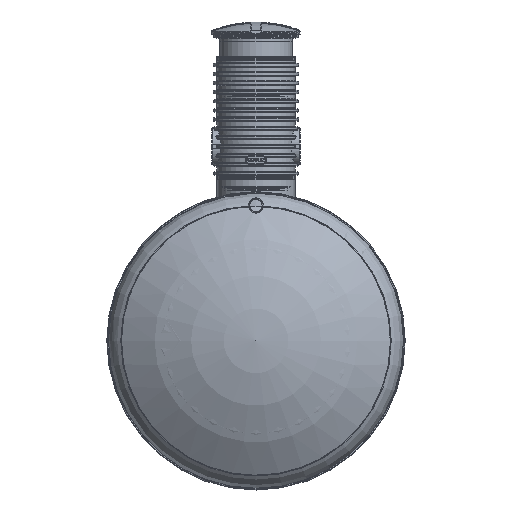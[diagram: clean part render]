
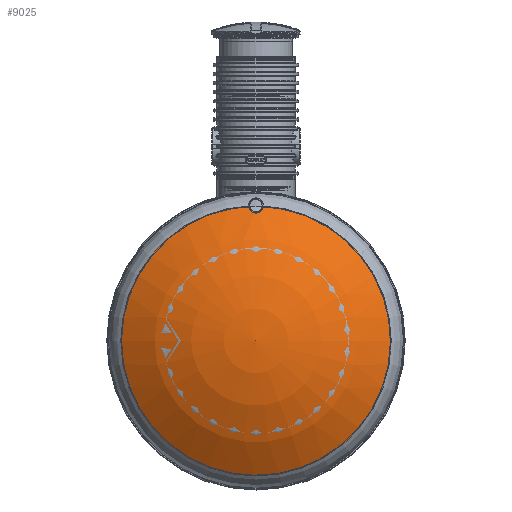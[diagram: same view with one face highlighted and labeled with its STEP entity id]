
A CAD part, front view. The second image highlights one B-rep face of the part: STEP entity #9025.
In plain terms, the highlighted toroidal (fillet/blend) face has major radius 3.957 mm and minor radius 2000 mm.
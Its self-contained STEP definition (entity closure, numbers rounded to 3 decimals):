
#20=VERTEX_LOOP('',#6019);
#705=DEGENERATE_TOROIDAL_SURFACE('',#10243,3.957,2000.,.F.);
#1555=B_SPLINE_CURVE_WITH_KNOTS('',3,(#21397,#21398,#21399,#21400,#21401,
#21402,#21403,#21404,#21405,#21406,#21407,#21408,#21409,#21410,#21411,#21412,
#21413,#21414,#21415,#21416,#21417,#21418,#21419,#21420,#21421,#21422,#21423,
#21424,#21425),.UNSPECIFIED.,.F.,.F.,(4,1,1,1,1,1,1,1,1,1,1,1,1,1,1,1,1,
1,1,1,1,1,1,1,1,1,4),(0.,0.012,0.023,
0.029,0.035,0.046,0.052,
0.058,0.064,0.07,0.075,
0.081,0.087,0.093,0.099,
0.104,0.116,0.122,0.127,
0.133,0.139,0.151,0.156,
0.162,0.168,0.174,0.185),
 .UNSPECIFIED.);
#3924=ORIENTED_EDGE('',*,*,#5144,.F.);
#3925=ORIENTED_EDGE('',*,*,#5145,.T.);
#5144=EDGE_CURVE('',#6017,#6018,#6554,.T.);
#5145=EDGE_CURVE('',#6017,#6018,#1555,.T.);
#6017=VERTEX_POINT('',#21395);
#6018=VERTEX_POINT('',#21396);
#6019=VERTEX_POINT('',#21426);
#6554=CIRCLE('',#10244,1151.714);
#7392=EDGE_LOOP('',(#3924,#3925));
#8249=FACE_BOUND('',#7392,.T.);
#8250=FACE_BOUND('',#20,.T.);
#9025=ADVANCED_FACE('',(#8249,#8250),#705,.F.);
#10243=AXIS2_PLACEMENT_3D('',#21393,#12732,#12733);
#10244=AXIS2_PLACEMENT_3D('',#21394,#12734,#12735);
#12732=DIRECTION('',(0.,0.,-1.));
#12733=DIRECTION('',(-1.,0.,0.));
#12734=DIRECTION('',(0.,0.,-1.));
#12735=DIRECTION('',(-1.,0.,0.));
#21393=CARTESIAN_POINT('',(0.,0.,-1552.241));
#21394=CARTESIAN_POINT('',(0.,0.,80.066));
#21395=CARTESIAN_POINT('',(54.96,1150.402,80.066));
#21396=CARTESIAN_POINT('',(-54.96,1150.402,80.066));
#21397=CARTESIAN_POINT('',(54.96,1150.402,80.066));
#21398=CARTESIAN_POINT('',(54.838,1147.203,82.332));
#21399=CARTESIAN_POINT('',(54.04,1140.891,86.795));
#21400=CARTESIAN_POINT('',(51.697,1133.234,92.187));
#21401=CARTESIAN_POINT('',(48.933,1127.223,96.408));
#21402=CARTESIAN_POINT('',(45.602,1121.438,100.462));
#21403=CARTESIAN_POINT('',(41.469,1116.075,104.21));
#21404=CARTESIAN_POINT('',(36.384,1111.138,107.653));
#21405=CARTESIAN_POINT('',(32.19,1107.796,109.98));
#21406=CARTESIAN_POINT('',(27.626,1104.834,112.04));
#21407=CARTESIAN_POINT('',(22.613,1102.256,113.83));
#21408=CARTESIAN_POINT('',(17.325,1100.198,115.258));
#21409=CARTESIAN_POINT('',(11.832,1098.685,116.307));
#21410=CARTESIAN_POINT('',(6.06,1097.729,116.97));
#21411=CARTESIAN_POINT('',(0.179,1097.397,117.199));
#21412=CARTESIAN_POINT('',(-5.62,1097.683,117.001));
#21413=CARTESIAN_POINT('',(-13.383,1098.903,116.156));
#21414=CARTESIAN_POINT('',(-20.637,1101.274,114.512));
#21415=CARTESIAN_POINT('',(-27.361,1104.68,112.147));
#21416=CARTESIAN_POINT('',(-31.962,1107.632,110.094));
#21417=CARTESIAN_POINT('',(-36.199,1110.975,107.766));
#21418=CARTESIAN_POINT('',(-41.302,1115.887,104.342));
#21419=CARTESIAN_POINT('',(-45.491,1121.267,100.582));
#21420=CARTESIAN_POINT('',(-48.867,1127.096,96.497));
#21421=CARTESIAN_POINT('',(-50.938,1131.565,93.359));
#21422=CARTESIAN_POINT('',(-52.587,1136.144,90.138));
#21423=CARTESIAN_POINT('',(-54.234,1142.402,85.727));
#21424=CARTESIAN_POINT('',(-54.838,1147.197,82.337));
#21425=CARTESIAN_POINT('',(-54.96,1150.402,80.066));
#21426=CARTESIAN_POINT('',(0.,0.,447.755));
